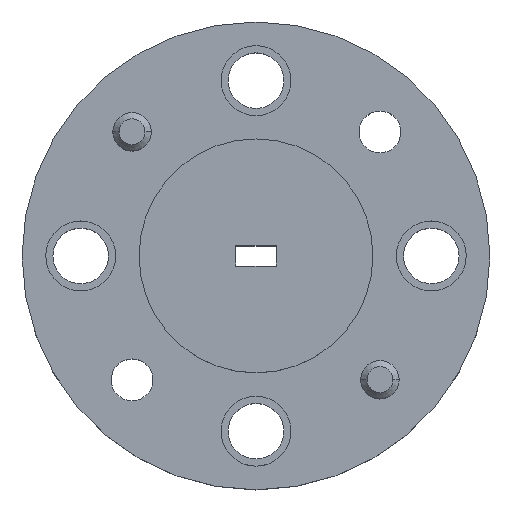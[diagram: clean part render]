
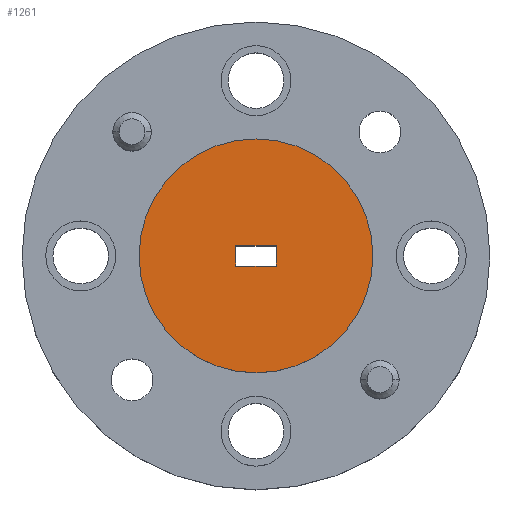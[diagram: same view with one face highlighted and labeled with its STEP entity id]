
A CAD part, top view. The second image highlights one B-rep face of the part: STEP entity #1261.
In plain terms, the highlighted planar face has unit normal (0, 0, 1).
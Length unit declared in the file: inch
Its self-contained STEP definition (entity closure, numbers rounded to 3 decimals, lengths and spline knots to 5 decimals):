
#3 = DIRECTION ( 'NONE',  ( 1., 0., 0. ) ) ;
#6 = DIRECTION ( 'NONE',  ( -1., 0., 0. ) ) ;
#149 = VERTEX_POINT ( 'NONE', #1710 ) ;
#151 = CARTESIAN_POINT ( 'NONE',  ( -0.0325, -0.01625, 0.037 ) ) ;
#169 = VERTEX_POINT ( 'NONE', #151 ) ;
#210 = LINE ( 'NONE', #766, #2291 ) ;
#301 = CARTESIAN_POINT ( 'NONE',  ( 0.0325, 0.01625, 0.037 ) ) ;
#309 = VERTEX_POINT ( 'NONE', #817 ) ;
#348 = EDGE_CURVE ( 'NONE', #169, #149, #210, .T. ) ;
#377 = LINE ( 'NONE', #945, #1381 ) ;
#388 = DIRECTION ( 'NONE',  ( 1., 0., 0. ) ) ;
#676 = LINE ( 'NONE', #1429, #1012 ) ;
#736 = CIRCLE ( 'NONE', #2446, 0.1875 ) ;
#758 = CARTESIAN_POINT ( 'NONE',  ( 0., 0., 0.037 ) ) ;
#764 = PLANE ( 'NONE',  #1532 ) ;
#766 = CARTESIAN_POINT ( 'NONE',  ( -0.0325, -0.01625, 0.037 ) ) ;
#793 = CARTESIAN_POINT ( 'NONE',  ( -0.1875, 0., 0.037 ) ) ;
#817 = CARTESIAN_POINT ( 'NONE',  ( -0.0325, 0.01625, 0.037 ) ) ;
#939 = ORIENTED_EDGE ( 'NONE', *, *, #1275, .T. ) ;
#945 = CARTESIAN_POINT ( 'NONE',  ( -0.0325, 0.01625, 0.037 ) ) ;
#1012 = VECTOR ( 'NONE', #2183, 39.37008 ) ;
#1029 = EDGE_CURVE ( 'NONE', #1226, #309, #377, .T. ) ;
#1118 = EDGE_CURVE ( 'NONE', #309, #169, #1785, .T. ) ;
#1179 = EDGE_LOOP ( 'NONE', ( #939, #2016 ) ) ;
#1205 = CARTESIAN_POINT ( 'NONE',  ( -0.0325, -0.01625, 0.037 ) ) ;
#1226 = VERTEX_POINT ( 'NONE', #301 ) ;
#1261 = ADVANCED_FACE ( 'NONE', ( #2420, #1890 ), #764, .T. ) ;
#1275 = EDGE_CURVE ( 'NONE', #2205, #2285, #736, .T. ) ;
#1292 = DIRECTION ( 'NONE',  ( 0., 0., 1. ) ) ;
#1381 = VECTOR ( 'NONE', #6, 39.37008 ) ;
#1429 = CARTESIAN_POINT ( 'NONE',  ( 0.0325, -0.01625, 0.037 ) ) ;
#1435 = ORIENTED_EDGE ( 'NONE', *, *, #1029, .F. ) ;
#1465 = EDGE_LOOP ( 'NONE', ( #1479, #2216, #1713, #1435 ) ) ;
#1479 = ORIENTED_EDGE ( 'NONE', *, *, #2335, .F. ) ;
#1511 = DIRECTION ( 'NONE',  ( 0., 0., 1. ) ) ;
#1516 = DIRECTION ( 'NONE',  ( 0., 0., 1. ) ) ;
#1532 = AXIS2_PLACEMENT_3D ( 'NONE', #1674, #1292, #3 ) ;
#1574 = VECTOR ( 'NONE', #2303, 39.37008 ) ;
#1674 = CARTESIAN_POINT ( 'NONE',  ( 0., 0., 0.037 ) ) ;
#1710 = CARTESIAN_POINT ( 'NONE',  ( 0.0325, -0.01625, 0.037 ) ) ;
#1713 = ORIENTED_EDGE ( 'NONE', *, *, #1118, .F. ) ;
#1719 = CIRCLE ( 'NONE', #2192, 0.1875 ) ;
#1766 = DIRECTION ( 'NONE',  ( 1., 0., 0. ) ) ;
#1785 = LINE ( 'NONE', #1205, #1574 ) ;
#1787 = CARTESIAN_POINT ( 'NONE',  ( 0.1875, 0., 0.037 ) ) ;
#1890 = FACE_OUTER_BOUND ( 'NONE', #1179, .T. ) ;
#1926 = DIRECTION ( 'NONE',  ( 1., 0., 0. ) ) ;
#2016 = ORIENTED_EDGE ( 'NONE', *, *, #2166, .T. ) ;
#2166 = EDGE_CURVE ( 'NONE', #2285, #2205, #1719, .T. ) ;
#2183 = DIRECTION ( 'NONE',  ( 0., 1., 0. ) ) ;
#2192 = AXIS2_PLACEMENT_3D ( 'NONE', #758, #1516, #1766 ) ;
#2205 = VERTEX_POINT ( 'NONE', #793 ) ;
#2216 = ORIENTED_EDGE ( 'NONE', *, *, #348, .F. ) ;
#2226 = CARTESIAN_POINT ( 'NONE',  ( 0., 0., 0.037 ) ) ;
#2285 = VERTEX_POINT ( 'NONE', #1787 ) ;
#2291 = VECTOR ( 'NONE', #1926, 39.37008 ) ;
#2303 = DIRECTION ( 'NONE',  ( 0., -1., 0. ) ) ;
#2335 = EDGE_CURVE ( 'NONE', #149, #1226, #676, .T. ) ;
#2420 = FACE_BOUND ( 'NONE', #1465, .T. ) ;
#2446 = AXIS2_PLACEMENT_3D ( 'NONE', #2226, #1511, #388 ) ;
